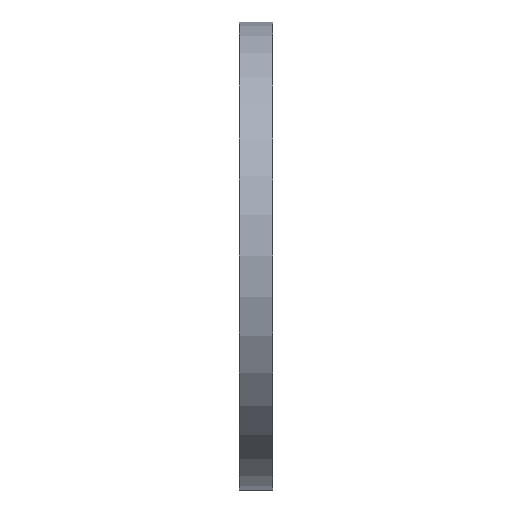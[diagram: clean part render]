
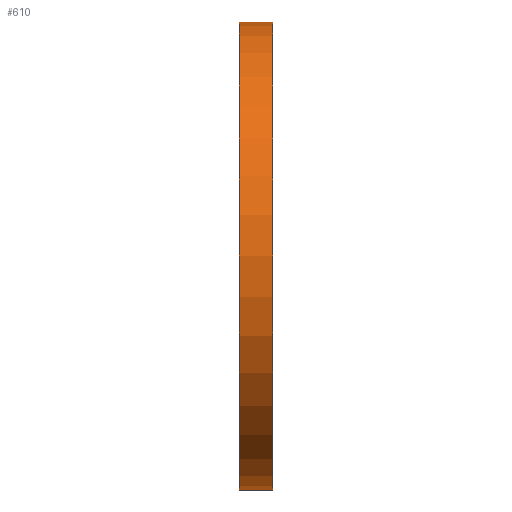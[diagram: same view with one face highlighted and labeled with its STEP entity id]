
A CAD part, left-side view. The second image highlights one B-rep face of the part: STEP entity #610.
In plain terms, the highlighted cylindrical face has radius 170 mm (diameter 340 mm), a partial arc.
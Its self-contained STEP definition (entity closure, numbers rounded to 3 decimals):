
#2 = EDGE_LOOP ( 'NONE', ( #120, #368, #729, #699 ) ) ;
#119 = LINE ( 'NONE', #666, #504 ) ;
#120 = ORIENTED_EDGE ( 'NONE', *, *, #295, .F. ) ;
#124 = CARTESIAN_POINT ( 'NONE',  ( 0., 34.695, -170. ) ) ;
#141 = AXIS2_PLACEMENT_3D ( 'NONE', #570, #232, #496 ) ;
#162 = FACE_OUTER_BOUND ( 'NONE', #2, .T. ) ;
#191 = VERTEX_POINT ( 'NONE', #724 ) ;
#230 = DIRECTION ( 'NONE',  ( 0., 1., 0. ) ) ;
#232 = DIRECTION ( 'NONE',  ( 0., 1., 0. ) ) ;
#251 = DIRECTION ( 'NONE',  ( 0., 0., 1. ) ) ;
#257 = CARTESIAN_POINT ( 'NONE',  ( 0., 0., -170. ) ) ;
#281 = EDGE_CURVE ( 'NONE', #191, #593, #119, .T. ) ;
#295 = EDGE_CURVE ( 'NONE', #332, #614, #378, .T. ) ;
#332 = VERTEX_POINT ( 'NONE', #257 ) ;
#368 = ORIENTED_EDGE ( 'NONE', *, *, #581, .T. ) ;
#378 = LINE ( 'NONE', #124, #739 ) ;
#383 = CARTESIAN_POINT ( 'NONE',  ( 0., 24., 0. ) ) ;
#424 = DIRECTION ( 'NONE',  ( 0., 0., 1. ) ) ;
#427 = CARTESIAN_POINT ( 'NONE',  ( 0., 34.695, 0. ) ) ;
#496 = DIRECTION ( 'NONE',  ( 0., 0., 1. ) ) ;
#504 = VECTOR ( 'NONE', #728, 1000. ) ;
#507 = CIRCLE ( 'NONE', #141, 170. ) ;
#519 = AXIS2_PLACEMENT_3D ( 'NONE', #383, #521, #251 ) ;
#521 = DIRECTION ( 'NONE',  ( 0., 1., 0. ) ) ;
#570 = CARTESIAN_POINT ( 'NONE',  ( 0., 0., 0. ) ) ;
#581 = EDGE_CURVE ( 'NONE', #332, #191, #507, .T. ) ;
#588 = CIRCLE ( 'NONE', #519, 170. ) ;
#593 = VERTEX_POINT ( 'NONE', #744 ) ;
#610 = ADVANCED_FACE ( 'NONE', ( #162 ), #755, .T. ) ;
#614 = VERTEX_POINT ( 'NONE', #758 ) ;
#666 = CARTESIAN_POINT ( 'NONE',  ( 0., 34.695, 170. ) ) ;
#699 = ORIENTED_EDGE ( 'NONE', *, *, #805, .F. ) ;
#714 = AXIS2_PLACEMENT_3D ( 'NONE', #427, #230, #424 ) ;
#724 = CARTESIAN_POINT ( 'NONE',  ( 0., 0., 170. ) ) ;
#728 = DIRECTION ( 'NONE',  ( 0., 1., 0. ) ) ;
#729 = ORIENTED_EDGE ( 'NONE', *, *, #281, .T. ) ;
#739 = VECTOR ( 'NONE', #792, 1000. ) ;
#744 = CARTESIAN_POINT ( 'NONE',  ( 0., 24., 170. ) ) ;
#755 = CYLINDRICAL_SURFACE ( 'NONE', #714, 170. ) ;
#758 = CARTESIAN_POINT ( 'NONE',  ( 0., 24., -170. ) ) ;
#792 = DIRECTION ( 'NONE',  ( 0., 1., 0. ) ) ;
#805 = EDGE_CURVE ( 'NONE', #614, #593, #588, .T. ) ;
